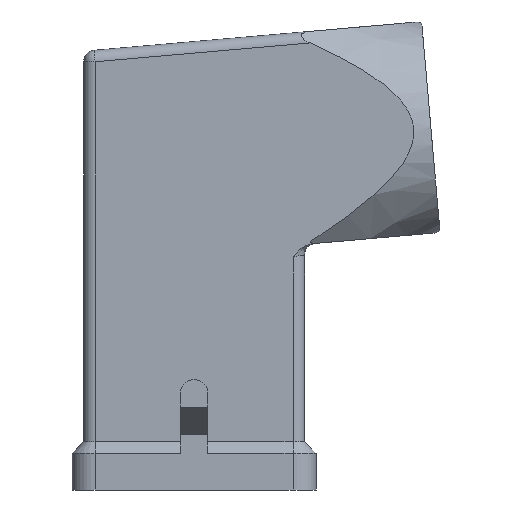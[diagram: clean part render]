
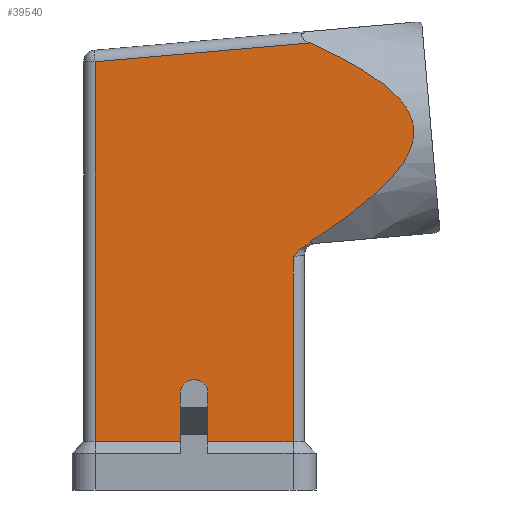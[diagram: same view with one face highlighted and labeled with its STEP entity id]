
A CAD part, front view. The second image highlights one B-rep face of the part: STEP entity #39540.
In plain terms, the highlighted planar face has unit normal (0, -1, 0).
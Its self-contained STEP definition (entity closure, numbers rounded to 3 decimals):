
#1620=CARTESIAN_POINT('',(12.611,-12.,48.568));
#1630=VERTEX_POINT('',#1620);
#1660=CARTESIAN_POINT('',(-10.75,-12.,46.525));
#1670=DIRECTION('',(0.996,0.,0.087));
#1680=VECTOR('',#1670,23.45);
#1690=LINE('',#1660,#1680);
#1700=CARTESIAN_POINT('',(-10.75,-12.,46.525));
#1710=VERTEX_POINT('',#1700);
#1720=EDGE_CURVE('',#1710,#1630,#1690,.T.);
#2490=CARTESIAN_POINT('',(12.694,-12.,27.013));
#2500=VERTEX_POINT('',#2490);
#2530=CARTESIAN_POINT('',(12.694,-12.,27.013));
#2540=CARTESIAN_POINT('',(24.268,-12.,34.542));
#2550=CARTESIAN_POINT('',(23.855,-12.,39.263));
#2560=(BOUNDED_CURVE() B_SPLINE_CURVE(2,(#2530,#2540,#2550),
.UNSPECIFIED.,.F.,.F.) B_SPLINE_CURVE_WITH_KNOTS((3,3),(
0.165,1.969),.UNSPECIFIED.) CURVE() 
GEOMETRIC_REPRESENTATION_ITEM() RATIONAL_B_SPLINE_CURVE((
1.037,1.228,1.228)) REPRESENTATION_ITEM
(''));
#2570=CARTESIAN_POINT('',(23.855,-12.,39.263));
#2580=VERTEX_POINT('',#2570);
#2590=EDGE_CURVE('',#2500,#2580,#2560,.T.);
#2610=CARTESIAN_POINT('',(23.855,-12.,39.263));
#2620=CARTESIAN_POINT('',(23.469,-12.,43.674));
#2630=CARTESIAN_POINT('',(12.611,-12.,48.568));
#2640=(BOUNDED_CURVE() B_SPLINE_CURVE(2,(#2610,#2620,#2630),
.UNSPECIFIED.,.F.,.F.) B_SPLINE_CURVE_WITH_KNOTS((3,3),(1.969
,3.654),.UNSPECIFIED.) CURVE() GEOMETRIC_REPRESENTATION_ITEM(
) RATIONAL_B_SPLINE_CURVE((1.228,1.228,
1.061)) REPRESENTATION_ITEM(''));
#2650=EDGE_CURVE('',#2580,#1630,#2640,.T.);
#26900=CARTESIAN_POINT('',(1.5,-12.,9.5));
#26910=VERTEX_POINT('',#26900);
#27070=CARTESIAN_POINT('',(-1.5,-12.,9.5));
#27080=VERTEX_POINT('',#27070);
#27110=CARTESIAN_POINT('',(0.,-12.,9.5));
#27120=DIRECTION('',(0.,1.,0.));
#27130=DIRECTION('',(1.,0.,0.));
#27140=AXIS2_PLACEMENT_3D('',#27110,#27120,#27130);
#27150=CIRCLE('',#27140,1.5);
#27160=EDGE_CURVE('',#27080,#26910,#27150,.T.);
#27260=CARTESIAN_POINT('',(1.5,-12.,9.5));
#27270=DIRECTION('',(0.,0.,-1.));
#27280=VECTOR('',#27270,4.25);
#27290=LINE('',#27260,#27280);
#27300=CARTESIAN_POINT('',(1.5,-12.,5.25));
#27310=VERTEX_POINT('',#27300);
#27320=EDGE_CURVE('',#26910,#27310,#27290,.T.);
#28440=CARTESIAN_POINT('',(-1.5,-12.,5.25));
#28450=VERTEX_POINT('',#28440);
#28480=CARTESIAN_POINT('',(-1.5,-12.,5.25));
#28490=DIRECTION('',(0.,0.,1.));
#28500=VECTOR('',#28490,4.25);
#28510=LINE('',#28480,#28500);
#28520=EDGE_CURVE('',#28450,#27080,#28510,.T.);
#28920=CARTESIAN_POINT('',(-10.75,-12.,5.25));
#28930=VERTEX_POINT('',#28920);
#28960=CARTESIAN_POINT('',(-1.5,-12.,5.25));
#28970=DIRECTION('',(-1.,0.,0.));
#28980=VECTOR('',#28970,9.25);
#28990=LINE('',#28960,#28980);
#29000=EDGE_CURVE('',#28450,#28930,#28990,.T.);
#29110=CARTESIAN_POINT('',(10.75,-12.,5.25));
#29120=DIRECTION('',(-1.,0.,0.));
#29130=VECTOR('',#29120,9.25);
#29140=LINE('',#29110,#29130);
#29150=CARTESIAN_POINT('',(10.75,-12.,5.25));
#29160=VERTEX_POINT('',#29150);
#29170=EDGE_CURVE('',#29160,#27310,#29140,.T.);
#38990=CARTESIAN_POINT('',(-10.75,-12.,5.25));
#39000=DIRECTION('',(0.,0.,1.));
#39010=VECTOR('',#39000,41.275);
#39020=LINE('',#38990,#39010);
#39030=EDGE_CURVE('',#28930,#1710,#39020,.T.);
#39090=CARTESIAN_POINT('',(10.75,-12.,0.));
#39100=DIRECTION('',(0.,-1.,0.));
#39110=DIRECTION('',(0.,0.,-1.));
#39120=AXIS2_PLACEMENT_3D('',#39090,#39100,#39110);
#39130=PLANE('',#39120);
#39140=ORIENTED_EDGE('',*,*,#28520,.T.);
#39150=ORIENTED_EDGE('',*,*,#29000,.F.);
#39160=ORIENTED_EDGE('',*,*,#39030,.F.);
#39170=ORIENTED_EDGE('',*,*,#1720,.F.);
#39180=ORIENTED_EDGE('',*,*,#2650,.T.);
#39190=ORIENTED_EDGE('',*,*,#2590,.T.);
#39200=CARTESIAN_POINT('',(12.718,-12.,26.742));
#39210=DIRECTION('',(-0.087,0.,0.996));
#39220=VECTOR('',#39210,0.272);
#39230=LINE('',#39200,#39220);
#39240=CARTESIAN_POINT('',(12.718,-12.,26.742));
#39250=VERTEX_POINT('',#39240);
#39260=EDGE_CURVE('',#39250,#2500,#39230,.T.);
#39270=ORIENTED_EDGE('',*,*,#39260,.T.);
#39280=CARTESIAN_POINT('',(12.718,-12.,26.742));
#39290=CARTESIAN_POINT('',(12.544,-12.,26.718));
#39300=CARTESIAN_POINT('',(12.355,-12.,26.664));
#39310=CARTESIAN_POINT('',(11.872,-12.,26.435));
#39320=CARTESIAN_POINT('',(11.631,-12.,26.246));
#39330=CARTESIAN_POINT('',(11.187,-12.,25.834));
#39340=CARTESIAN_POINT('',(10.97,-12.,25.578));
#39350=CARTESIAN_POINT('',(10.753,-12.,25.322));
#39360=CARTESIAN_POINT('',(10.752,-12.,25.32));
#39370=CARTESIAN_POINT('',(10.75,-12.,25.318));
#39380=B_SPLINE_CURVE_WITH_KNOTS('',3,(#39280,#39290,#39300,#39310,
#39320,#39330,#39340,#39350,#39360,#39370),.UNSPECIFIED.,.F.,.F.,(4,2,2,
2,4),(0.009,0.06,0.132,
0.22,0.221),.UNSPECIFIED.);
#39390=CARTESIAN_POINT('',(10.75,-12.,25.318));
#39400=VERTEX_POINT('',#39390);
#39410=EDGE_CURVE('',#39250,#39400,#39380,.T.);
#39420=ORIENTED_EDGE('',*,*,#39410,.F.);
#39430=CARTESIAN_POINT('',(10.75,-12.,5.25));
#39440=DIRECTION('',(0.,0.,1.));
#39450=VECTOR('',#39440,20.068);
#39460=LINE('',#39430,#39450);
#39470=EDGE_CURVE('',#29160,#39400,#39460,.T.);
#39480=ORIENTED_EDGE('',*,*,#39470,.T.);
#39490=ORIENTED_EDGE('',*,*,#29170,.F.);
#39500=ORIENTED_EDGE('',*,*,#27320,.T.);
#39510=ORIENTED_EDGE('',*,*,#27160,.T.);
#39520=EDGE_LOOP('',(#39510,#39500,#39490,#39480,#39420,#39270,#39190,
#39180,#39170,#39160,#39150,#39140));
#39530=FACE_OUTER_BOUND('',#39520,.T.);
#39540=ADVANCED_FACE('',(#39530),#39130,.T.);
